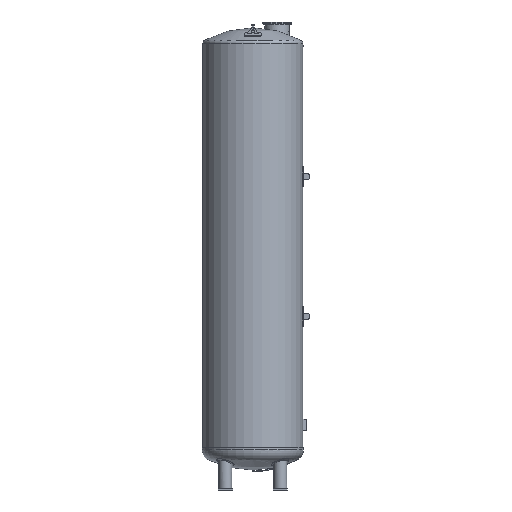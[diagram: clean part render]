
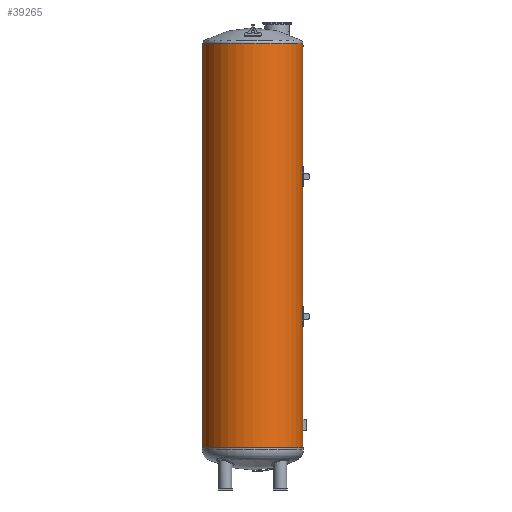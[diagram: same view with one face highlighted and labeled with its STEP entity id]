
A CAD part, left-side view. The second image highlights one B-rep face of the part: STEP entity #39265.
In plain terms, the highlighted cylindrical face has radius 1258 mm (diameter 2516 mm), a full revolution.
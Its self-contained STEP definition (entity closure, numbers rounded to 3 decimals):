
#4281=CARTESIAN_POINT('',(12.5,-1257.938,3245.));
#4282=VERTEX_POINT('',#4281);
#4283=CARTESIAN_POINT('',(-12.5,-1257.938,3245.));
#4284=VERTEX_POINT('',#4283);
#4285=CARTESIAN_POINT('',(0.,0.,3245.));
#4286=DIRECTION('',(0.0,0.0,-1.0));
#4287=DIRECTION('',(1.0,0.0,0.0));
#4288=AXIS2_PLACEMENT_3D('',#4285,#4286,#4287);
#4289=CIRCLE('',#4288,1258.0);
#4290=EDGE_CURVE('',#4282,#4284,#4289,.T.);
#4322=CARTESIAN_POINT('',(12.5,-1257.938,3405.));
#4323=VERTEX_POINT('',#4322);
#4324=CARTESIAN_POINT('',(12.5,-1257.938,3405.));
#4325=DIRECTION('',(0.0,0.0,-1.0));
#4326=VECTOR('',#4325,160.0);
#4327=LINE('',#4324,#4326);
#4328=EDGE_CURVE('',#4323,#4282,#4327,.T.);
#4354=CARTESIAN_POINT('',(-12.5,-1257.938,3405.));
#4355=VERTEX_POINT('',#4354);
#4356=CARTESIAN_POINT('',(-12.5,-1257.938,3245.));
#4357=DIRECTION('',(0.0,0.0,1.0));
#4358=VECTOR('',#4357,160.0);
#4359=LINE('',#4356,#4358);
#4360=EDGE_CURVE('',#4284,#4355,#4359,.T.);
#4403=CARTESIAN_POINT('',(0.,0.,3405.));
#4404=DIRECTION('',(0.0,0.0,1.0));
#4405=DIRECTION('',(1.0,0.0,0.0));
#4406=AXIS2_PLACEMENT_3D('',#4403,#4404,#4405);
#4407=CIRCLE('',#4406,1258.0);
#4408=EDGE_CURVE('',#4355,#4323,#4407,.T.);
#4421=CARTESIAN_POINT('',(12.5,-1257.938,6745.));
#4422=VERTEX_POINT('',#4421);
#4423=CARTESIAN_POINT('',(-12.5,-1257.938,6745.));
#4424=VERTEX_POINT('',#4423);
#4425=CARTESIAN_POINT('',(0.,0.,6745.));
#4426=DIRECTION('',(0.0,0.0,-1.0));
#4427=DIRECTION('',(1.0,0.0,0.0));
#4428=AXIS2_PLACEMENT_3D('',#4425,#4426,#4427);
#4429=CIRCLE('',#4428,1258.0);
#4430=EDGE_CURVE('',#4422,#4424,#4429,.T.);
#4462=CARTESIAN_POINT('',(12.5,-1257.938,6905.));
#4463=VERTEX_POINT('',#4462);
#4464=CARTESIAN_POINT('',(12.5,-1257.938,6905.));
#4465=DIRECTION('',(0.0,0.0,-1.0));
#4466=VECTOR('',#4465,160.0);
#4467=LINE('',#4464,#4466);
#4468=EDGE_CURVE('',#4463,#4422,#4467,.T.);
#4494=CARTESIAN_POINT('',(-12.5,-1257.938,6905.));
#4495=VERTEX_POINT('',#4494);
#4496=CARTESIAN_POINT('',(-12.5,-1257.938,6745.));
#4497=DIRECTION('',(0.0,0.0,1.0));
#4498=VECTOR('',#4497,160.0);
#4499=LINE('',#4496,#4498);
#4500=EDGE_CURVE('',#4424,#4495,#4499,.T.);
#4543=CARTESIAN_POINT('',(0.,0.,6905.));
#4544=DIRECTION('',(0.0,0.0,1.0));
#4545=DIRECTION('',(1.0,0.0,0.0));
#4546=AXIS2_PLACEMENT_3D('',#4543,#4544,#4545);
#4547=CIRCLE('',#4546,1258.0);
#4548=EDGE_CURVE('',#4495,#4463,#4547,.T.);
#6402=CARTESIAN_POINT('',(306.477,-1220.097,10056.583));
#6403=VERTEX_POINT('',#6402);
#6404=CARTESIAN_POINT('',(306.477,-1220.097,10056.583));
#6405=CARTESIAN_POINT('',(306.477,-1220.097,10058.234));
#6406=CARTESIAN_POINT('',(306.597,-1220.067,10059.953));
#6407=CARTESIAN_POINT('',(307.112,-1219.937,10063.402));
#6408=CARTESIAN_POINT('',(307.507,-1219.838,10065.132));
#6409=CARTESIAN_POINT('',(309.112,-1219.432,10070.163));
#6410=CARTESIAN_POINT('',(310.755,-1219.016,10073.303));
#6411=CARTESIAN_POINT('',(313.588,-1218.289,10076.763));
#6412=CARTESIAN_POINT('',(314.461,-1218.064,10077.673));
#6413=CARTESIAN_POINT('',(316.381,-1217.566,10079.317));
#6414=CARTESIAN_POINT('',(317.43,-1217.294,10080.051));
#6415=CARTESIAN_POINT('',(319.645,-1216.714,10081.251));
#6416=CARTESIAN_POINT('',(320.815,-1216.406,10081.719));
#6417=CARTESIAN_POINT('',(323.196,-1215.775,10082.341));
#6418=CARTESIAN_POINT('',(324.408,-1215.453,10082.495));
#6419=CARTESIAN_POINT('',(326.781,-1214.817,10082.495));
#6420=CARTESIAN_POINT('',(327.992,-1214.49,10082.341));
#6421=CARTESIAN_POINT('',(330.369,-1213.846,10081.719));
#6422=CARTESIAN_POINT('',(331.536,-1213.528,10081.251));
#6423=CARTESIAN_POINT('',(333.744,-1212.922,10080.051));
#6424=CARTESIAN_POINT('',(334.789,-1212.634,10079.317));
#6425=CARTESIAN_POINT('',(336.701,-1212.105,10077.673));
#6426=CARTESIAN_POINT('',(337.569,-1211.863,10076.763));
#6427=CARTESIAN_POINT('',(340.387,-1211.076,10073.303));
#6428=CARTESIAN_POINT('',(342.018,-1210.615,10070.163));
#6429=CARTESIAN_POINT('',(343.61,-1210.164,10065.132));
#6430=CARTESIAN_POINT('',(344.002,-1210.052,10063.402));
#6431=CARTESIAN_POINT('',(344.513,-1209.907,10059.953));
#6432=CARTESIAN_POINT('',(344.631,-1209.873,10058.234));
#6433=CARTESIAN_POINT('',(344.631,-1209.873,10053.5));
#6434=CARTESIAN_POINT('',(344.203,-1209.996,10050.161));
#6435=CARTESIAN_POINT('',(342.796,-1210.395,10045.42));
#6436=CARTESIAN_POINT('',(342.202,-1210.563,10043.882));
#6437=CARTESIAN_POINT('',(340.79,-1210.961,10040.991));
#6438=CARTESIAN_POINT('',(339.971,-1211.192,10039.638));
#6439=CARTESIAN_POINT('',(338.285,-1211.663,10037.369));
#6440=CARTESIAN_POINT('',(337.389,-1211.913,10036.35));
#6441=CARTESIAN_POINT('',(335.396,-1212.466,10034.508));
#6442=CARTESIAN_POINT('',(334.297,-1212.77,10033.685));
#6443=CARTESIAN_POINT('',(331.96,-1213.412,10032.336));
#6444=CARTESIAN_POINT('',(330.718,-1213.751,10031.808));
#6445=CARTESIAN_POINT('',(328.174,-1214.441,10031.106));
#6446=CARTESIAN_POINT('',(326.873,-1214.792,10030.931));
#6447=CARTESIAN_POINT('',(324.316,-1215.477,10030.931));
#6448=CARTESIAN_POINT('',(323.013,-1215.824,10031.106));
#6449=CARTESIAN_POINT('',(320.466,-1216.498,10031.808));
#6450=CARTESIAN_POINT('',(319.22,-1216.825,10032.336));
#6451=CARTESIAN_POINT('',(316.875,-1217.438,10033.685));
#6452=CARTESIAN_POINT('',(315.772,-1217.725,10034.508));
#6453=CARTESIAN_POINT('',(313.769,-1218.242,10036.35));
#6454=CARTESIAN_POINT('',(312.868,-1218.474,10037.369));
#6455=CARTESIAN_POINT('',(311.173,-1218.908,10039.638));
#6456=CARTESIAN_POINT('',(310.348,-1219.118,10040.991));
#6457=CARTESIAN_POINT('',(308.925,-1219.479,10043.882));
#6458=CARTESIAN_POINT('',(308.328,-1219.63,10045.42));
#6459=CARTESIAN_POINT('',(306.909,-1219.988,10050.161));
#6460=CARTESIAN_POINT('',(306.477,-1220.097,10053.5));
#6461=CARTESIAN_POINT('',(306.477,-1220.097,10056.583));
#6462=B_SPLINE_CURVE_WITH_KNOTS('',3,(#6404,#6405,#6406,#6407,#6408,#6409,#6410,#6411,#6412,#6413,#6414,#6415,#6416,#6417,#6418,#6419,#6420,#6421,#6422,#6423,#6424,#6425,#6426,#6427,#6428,#6429,#6430,#6431,#6432,#6433,#6434,#6435,#6436,#6437,#6438,#6439,#6440,#6441,#6442,#6443,#6444,#6445,#6446,#6447,#6448,#6449,#6450,#6451,#6452,#6453,#6454,#6455,#6456,#6457,#6458,#6459,#6460,#6461),.UNSPECIFIED.,.T.,.U.,(4,2,2,2,2,2,2,2,2,2,2,2,2,2,2,2,2,2,2,2,2,2,2,2,2,2,2,2,4),(0.0,0.495,0.991,1.982,2.35,2.719,3.087,3.456,3.824,4.192,4.561,4.929,5.92,6.416,6.911,7.836,8.298,8.761,9.158,9.555,9.952,10.349,10.747,11.144,11.541,11.938,12.401,12.863,13.788),.UNSPECIFIED.);
#6463=EDGE_CURVE('',#6403,#6403,#6462,.T.);
#39149=CARTESIAN_POINT('',(-1258.0,0.,28.607));
#39150=VERTEX_POINT('',#39149);
#39151=CARTESIAN_POINT('',(0.,0.,28.607));
#39152=DIRECTION('',(0.0,0.0,-1.0));
#39153=DIRECTION('',(1.0,0.0,0.0));
#39154=AXIS2_PLACEMENT_3D('',#39151,#39152,#39153);
#39155=CIRCLE('',#39154,1258.0);
#39156=EDGE_CURVE('',#39150,#39150,#39155,.T.);
#39199=CARTESIAN_POINT('',(-1258.,0.,10178.607));
#39200=VERTEX_POINT('',#39199);
#39201=CARTESIAN_POINT('',(0.,0.,10178.607));
#39202=DIRECTION('',(0.0,0.0,-1.0));
#39203=DIRECTION('',(1.0,0.0,0.0));
#39204=AXIS2_PLACEMENT_3D('',#39201,#39202,#39203);
#39205=CIRCLE('',#39204,1258.0);
#39206=EDGE_CURVE('',#39200,#39200,#39205,.T.);
#39239=CARTESIAN_POINT('',(0.,0.,28.607));
#39240=DIRECTION('',(0.,0.,1.0));
#39241=DIRECTION('',(1.0,0.0,0.0));
#39242=AXIS2_PLACEMENT_3D('',#39239,#39240,#39241);
#39243=CYLINDRICAL_SURFACE('',#39242,1258.0);
#39244=ORIENTED_EDGE('',*,*,#39156,.F.);
#39245=EDGE_LOOP('',(#39244));
#39246=FACE_OUTER_BOUND('',#39245,.T.);
#39247=ORIENTED_EDGE('',*,*,#4328,.T.);
#39248=ORIENTED_EDGE('',*,*,#4290,.T.);
#39249=ORIENTED_EDGE('',*,*,#4360,.T.);
#39250=ORIENTED_EDGE('',*,*,#4408,.T.);
#39251=EDGE_LOOP('',(#39247,#39248,#39249,#39250));
#39252=FACE_BOUND('',#39251,.T.);
#39253=ORIENTED_EDGE('',*,*,#4468,.T.);
#39254=ORIENTED_EDGE('',*,*,#4430,.T.);
#39255=ORIENTED_EDGE('',*,*,#4500,.T.);
#39256=ORIENTED_EDGE('',*,*,#4548,.T.);
#39257=EDGE_LOOP('',(#39253,#39254,#39255,#39256));
#39258=FACE_BOUND('',#39257,.T.);
#39259=ORIENTED_EDGE('',*,*,#6463,.T.);
#39260=EDGE_LOOP('',(#39259));
#39261=FACE_BOUND('',#39260,.T.);
#39262=ORIENTED_EDGE('',*,*,#39206,.T.);
#39263=EDGE_LOOP('',(#39262));
#39264=FACE_BOUND('',#39263,.T.);
#39265=ADVANCED_FACE('',(#39246,#39252,#39258,#39261,#39264),#39243,.T.);
